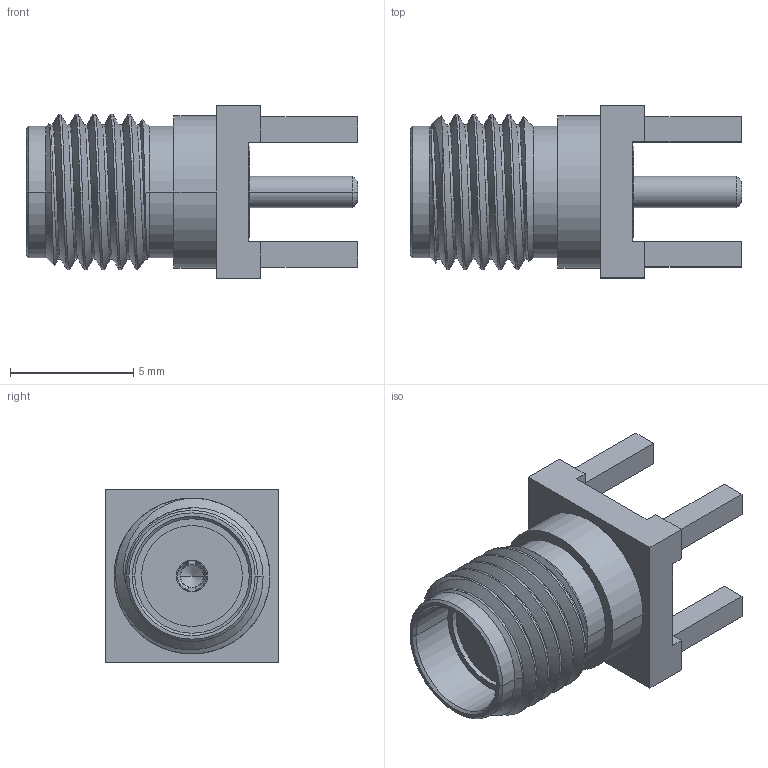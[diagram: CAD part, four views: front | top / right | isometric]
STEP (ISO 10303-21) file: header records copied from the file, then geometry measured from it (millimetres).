
FILE_DESCRIPTION(('FreeCAD Model'),'2;1');
FILE_NAME('Open CASCADE Shape Model','2021-07-20T11:28:43',('Author'),( ''),'Open CASCADE STEP processor 7.5','FreeCAD','Unknown');
FILE_SCHEMA(('AUTOMOTIVE_DESIGN { 1 0 10303 214 1 1 1 1 }'));
Length unit declared in the file: millimetre
Products named in the file (1): 132134_SW0001
Bounding box: 13.47 x 7 x 7 mm (x, y, z)
Volume: 257.2 mm3; surface area: 460.4 mm2
Topology: 1 solids, 1 shells, 90 faces, 232 edges, 149 vertices
Faces by surface type: plane 44, cylinder 24, cone 16, bspline 6
Entity records: 20764 total; most frequent: CARTESIAN_POINT 15664, DIRECTION 783, LINE 486, VECTOR 486, ORIENTED_EDGE 460, PCURVE 460, DEFINITIONAL_REPRESENTATION 460, EDGE_CURVE 230
